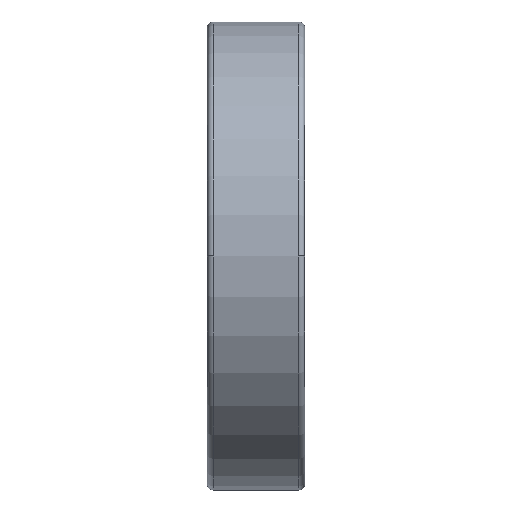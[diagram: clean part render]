
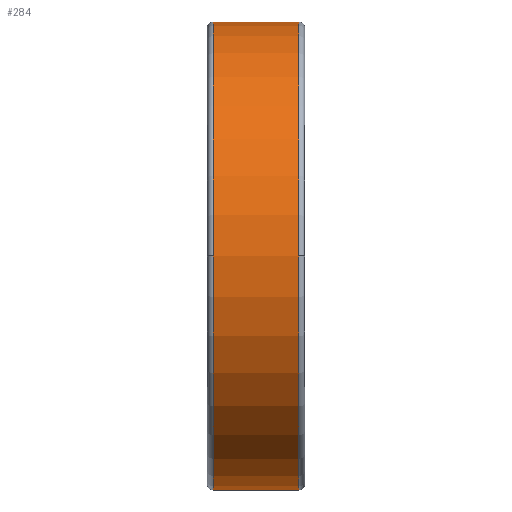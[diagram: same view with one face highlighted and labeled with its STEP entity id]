
A CAD part, front view. The second image highlights one B-rep face of the part: STEP entity #284.
In plain terms, the highlighted cylindrical face has radius 120 mm (diameter 240 mm), a partial arc.
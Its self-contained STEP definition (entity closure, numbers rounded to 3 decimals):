
#284=ADVANCED_FACE('',(#687),#688,.T.);
#687=FACE_OUTER_BOUND('',#1234,.T.);
#688=CYLINDRICAL_SURFACE('',#1235,120.0);
#1234=EDGE_LOOP('',(#1916,#1917,#1918,#1919,#1920,#1921));
#1235=AXIS2_PLACEMENT_3D('',#1922,#1923,#1924);
#1916=ORIENTED_EDGE('',*,*,#3082,.F.);
#1917=ORIENTED_EDGE('',*,*,#3083,.T.);
#1918=ORIENTED_EDGE('',*,*,#3084,.T.);
#1919=ORIENTED_EDGE('',*,*,#3085,.F.);
#1920=ORIENTED_EDGE('',*,*,#3086,.F.);
#1921=ORIENTED_EDGE('',*,*,#3078,.F.);
#1922=CARTESIAN_POINT('',(25.0,0.0,0.0));
#1923=DIRECTION('',(-1.0,0.0,0.0));
#1924=DIRECTION('',(0.0,0.,1.0));
#3078=EDGE_CURVE('',#3653,#3655,#3656,.T.);
#3082=EDGE_CURVE('',#3661,#3653,#3662,.T.);
#3083=EDGE_CURVE('',#3661,#3663,#3664,.T.);
#3084=EDGE_CURVE('',#3663,#3665,#3666,.T.);
#3085=EDGE_CURVE('',#3667,#3665,#3668,.T.);
#3086=EDGE_CURVE('',#3655,#3667,#3669,.T.);
#3653=VERTEX_POINT('',#4429);
#3655=VERTEX_POINT('',#4431);
#3656=CIRCLE('',#4432,120.0);
#3661=VERTEX_POINT('',#4437);
#3662=LINE('',#4438,#4439);
#3663=VERTEX_POINT('',#4440);
#3664=CIRCLE('',#4441,120.0);
#3665=VERTEX_POINT('',#4442);
#3666=CIRCLE('',#4443,120.0);
#3667=VERTEX_POINT('',#4444);
#3668=LINE('',#4445,#4446);
#3669=CIRCLE('',#4447,120.0);
#4429=CARTESIAN_POINT('',(47.0,0.,120.0));
#4431=CARTESIAN_POINT('',(47.0,-120.0,0.));
#4432=AXIS2_PLACEMENT_3D('',#5252,#5253,#5254);
#4437=CARTESIAN_POINT('',(3.0,0.,120.0));
#4438=CARTESIAN_POINT('',(25.0,0.,120.0));
#4439=VECTOR('',#5261,1.0);
#4440=CARTESIAN_POINT('',(3.0,-120.0,0.));
#4441=AXIS2_PLACEMENT_3D('',#5262,#5263,#5264);
#4442=CARTESIAN_POINT('',(3.0,0.,-120.0));
#4443=AXIS2_PLACEMENT_3D('',#5265,#5266,#5267);
#4444=CARTESIAN_POINT('',(47.0,0.,-120.0));
#4445=CARTESIAN_POINT('',(25.0,0.,-120.0));
#4446=VECTOR('',#5268,1.0);
#4447=AXIS2_PLACEMENT_3D('',#5269,#5270,#5271);
#5252=CARTESIAN_POINT('',(47.0,0.0,0.0));
#5253=DIRECTION('',(1.0,0.0,-0.0));
#5254=DIRECTION('',(0.0,0.,1.0));
#5261=DIRECTION('',(1.0,0.0,0.0));
#5262=CARTESIAN_POINT('',(3.0,0.0,0.0));
#5263=DIRECTION('',(1.0,0.0,-0.0));
#5264=DIRECTION('',(0.0,0.,1.0));
#5265=CARTESIAN_POINT('',(3.0,0.0,0.0));
#5266=DIRECTION('',(1.0,0.0,-0.0));
#5267=DIRECTION('',(0.0,0.,1.0));
#5268=DIRECTION('',(-1.0,-0.0,-0.0));
#5269=CARTESIAN_POINT('',(47.0,0.0,0.0));
#5270=DIRECTION('',(1.0,0.0,-0.0));
#5271=DIRECTION('',(0.0,0.,1.0));
